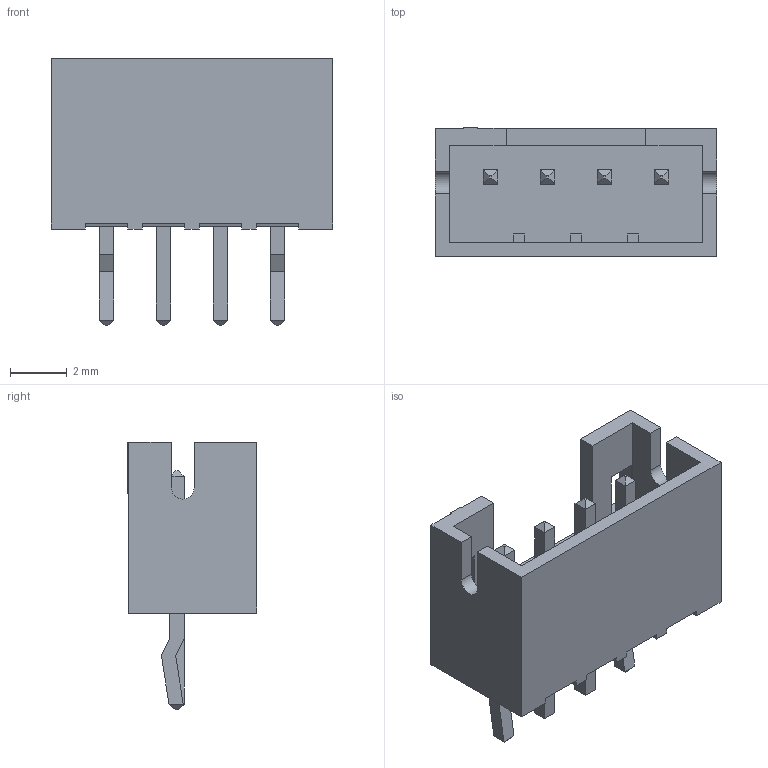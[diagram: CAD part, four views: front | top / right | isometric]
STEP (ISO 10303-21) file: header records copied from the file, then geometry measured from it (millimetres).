
FILE_DESCRIPTION(/* description */ ('model of JST_PH_B4B-PH-K_04x2.00mm_Straight.'),/* implementation_level */ FILE_NAME(/* name */ 'JST_PH_B4B-PH-K_04x2.00mm_Straight..stp',/* time_stamp */ '2017-07-06T00:06:17',/* author */ ('Rene Poeschl',''),/* organization */ (''),/* preprocessor_version */ '',/* originating_system */ '',/* authorisation */ '');
FILE_NAME(/* name */ 'JST_PH_B4B-PH-K_04x2.00mm_Straight..stp',/* time_stamp */ '2017-07-06T00:06:17',/* author */ ('Rene Poeschl',''),/* organization */ (''),/* preprocessor_version */ '',/* originating_system */ '',/* authorisation */ '');
FILE_SCHEMA(('AUTOMOTIVE_DESIGN_CC2 { 1 2 10303 214 -1 1 5 4 }'));
Length unit declared in the file: millimetre
Products named in the file (1): B04B_PH_K
Bounding box: 9.9 x 4.55 x 9.4 mm (x, y, z)
Volume: 128.5 mm3; surface area: 386.4 mm2
Topology: 1 solids, 1 shells, 149 faces, 396 edges, 256 vertices
Faces by surface type: plane 147, cylinder 2
Entity records: 5566 total; most frequent: CARTESIAN_POINT 802, ORIENTED_EDGE 792, DIRECTION 700, EDGE_CURVE 396, LINE 392, VECTOR 392, VERTEX_POINT 256, FACE_BOUND 160
